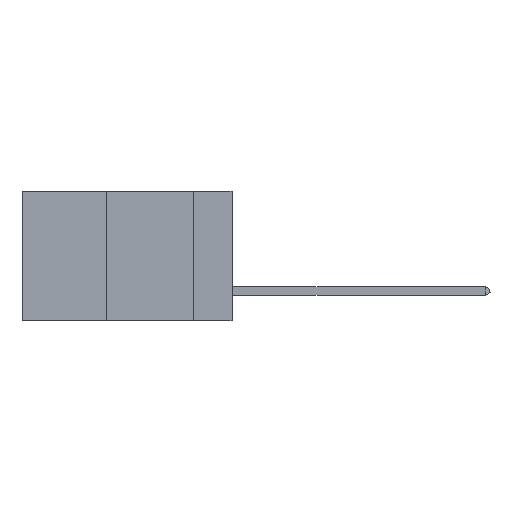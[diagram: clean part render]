
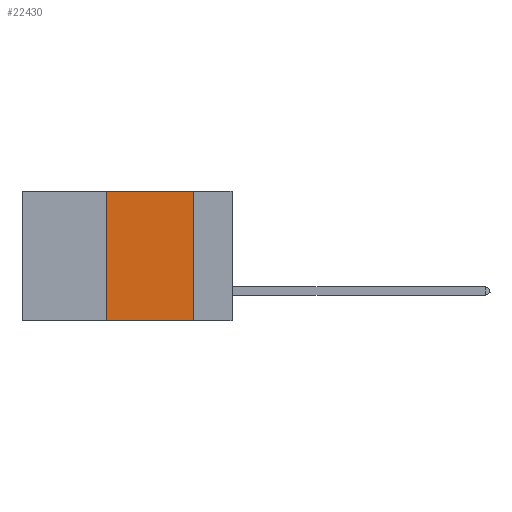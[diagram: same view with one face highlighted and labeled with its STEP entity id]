
A CAD part, left-side view. The second image highlights one B-rep face of the part: STEP entity #22430.
In plain terms, the highlighted planar face has unit normal (-1, 0, 0).
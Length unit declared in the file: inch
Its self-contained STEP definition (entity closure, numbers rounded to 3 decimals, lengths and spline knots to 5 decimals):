
#1366 = CARTESIAN_POINT ( 'NONE',  ( 0., 0.6, 0. ) ) ;
#1854 = LINE ( 'NONE', #33873, #38786 ) ;
#2339 = ORIENTED_EDGE ( 'NONE', *, *, #35424, .F. ) ;
#3581 = CARTESIAN_POINT ( 'NONE',  ( 0., 0.36, 0. ) ) ;
#3704 = EDGE_CURVE ( 'NONE', #29387, #11165, #5177, .T. ) ;
#5177 = LINE ( 'NONE', #46938, #13994 ) ;
#11165 = VERTEX_POINT ( 'NONE', #18274 ) ;
#12684 = VECTOR ( 'NONE', #47611, 39.37008 ) ;
#12852 = PLANE ( 'NONE',  #34104 ) ;
#13174 = CARTESIAN_POINT ( 'NONE',  ( 0., 0.11, 0. ) ) ;
#13241 = DIRECTION ( 'NONE',  ( 0., -1., 0. ) ) ;
#13994 = VECTOR ( 'NONE', #13241, 39.37008 ) ;
#14194 = CARTESIAN_POINT ( 'NONE',  ( 0., 0.36, -0.37 ) ) ;
#15965 = DIRECTION ( 'NONE',  ( 0., 0., -1. ) ) ;
#18274 = CARTESIAN_POINT ( 'NONE',  ( 0., 0.11, -0.37 ) ) ;
#18347 = EDGE_LOOP ( 'NONE', ( #45983, #44984, #2339, #33895 ) ) ;
#18949 = VECTOR ( 'NONE', #36081, 39.37008 ) ;
#22430 = ADVANCED_FACE ( 'NONE', ( #44180 ), #12852, .F. ) ;
#22572 = CARTESIAN_POINT ( 'NONE',  ( 0., 0.11, 0. ) ) ;
#22659 = EDGE_CURVE ( 'NONE', #46296, #11165, #39448, .T. ) ;
#27575 = VERTEX_POINT ( 'NONE', #3581 ) ;
#29387 = VERTEX_POINT ( 'NONE', #14194 ) ;
#30594 = DIRECTION ( 'NONE',  ( 0., 0., 1. ) ) ;
#31474 = DIRECTION ( 'NONE',  ( 1., 0., 0. ) ) ;
#33873 = CARTESIAN_POINT ( 'NONE',  ( 0., 0.36, 0. ) ) ;
#33895 = ORIENTED_EDGE ( 'NONE', *, *, #3704, .T. ) ;
#34104 = AXIS2_PLACEMENT_3D ( 'NONE', #1366, #31474, #15965 ) ;
#35424 = EDGE_CURVE ( 'NONE', #29387, #27575, #1854, .T. ) ;
#36081 = DIRECTION ( 'NONE',  ( 0., 0., -1. ) ) ;
#36308 = CARTESIAN_POINT ( 'NONE',  ( 0., 0.6, 0. ) ) ;
#38585 = EDGE_CURVE ( 'NONE', #27575, #46296, #44879, .T. ) ;
#38786 = VECTOR ( 'NONE', #30594, 39.37008 ) ;
#39448 = LINE ( 'NONE', #13174, #18949 ) ;
#44180 = FACE_OUTER_BOUND ( 'NONE', #18347, .T. ) ;
#44879 = LINE ( 'NONE', #36308, #12684 ) ;
#44984 = ORIENTED_EDGE ( 'NONE', *, *, #38585, .F. ) ;
#45983 = ORIENTED_EDGE ( 'NONE', *, *, #22659, .F. ) ;
#46296 = VERTEX_POINT ( 'NONE', #22572 ) ;
#46938 = CARTESIAN_POINT ( 'NONE',  ( 0., 0.6, -0.37 ) ) ;
#47611 = DIRECTION ( 'NONE',  ( 0., -1., 0. ) ) ;
